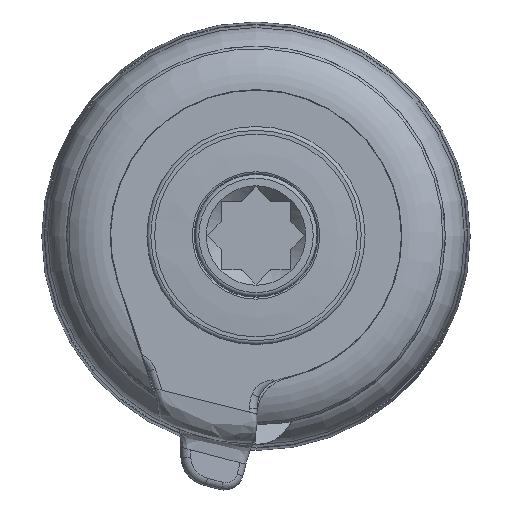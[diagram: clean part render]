
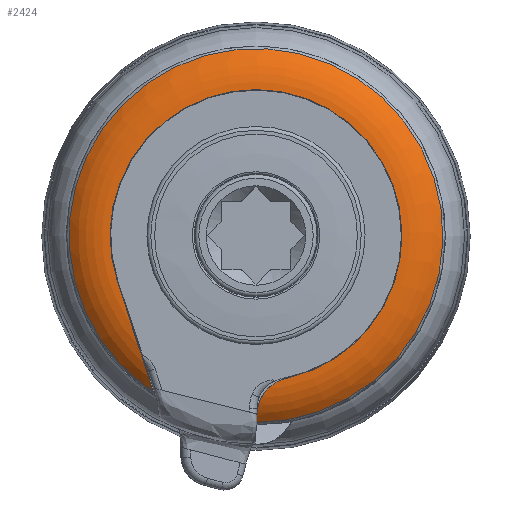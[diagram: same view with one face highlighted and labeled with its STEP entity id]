
A CAD part, top view. The second image highlights one B-rep face of the part: STEP entity #2424.
In plain terms, the highlighted toroidal (fillet/blend) face has major radius 38.15 mm and minor radius 15.664 mm.
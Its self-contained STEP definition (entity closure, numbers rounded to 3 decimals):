
#26=TOROIDAL_SURFACE('',#2688,38.15,15.664);
#78=B_SPLINE_CURVE_WITH_KNOTS('',3,(#4360,#4361,#4362,#4363),
 .UNSPECIFIED.,.F.,.F.,(4,4),(0.05,0.088),
 .UNSPECIFIED.);
#87=B_SPLINE_CURVE_WITH_KNOTS('',3,(#4559,#4560,#4561,#4562),
 .UNSPECIFIED.,.F.,.F.,(4,4),(0.,0.007),.UNSPECIFIED.);
#90=B_SPLINE_CURVE_WITH_KNOTS('',3,(#4584,#4585,#4586,#4587),
 .UNSPECIFIED.,.F.,.F.,(4,4),(0.169,0.229),
 .UNSPECIFIED.);
#102=B_SPLINE_CURVE_WITH_KNOTS('',3,(#4964,#4965,#4966,#4967),
 .UNSPECIFIED.,.F.,.F.,(4,4),(0.,0.035),.UNSPECIFIED.);
#112=B_SPLINE_CURVE_WITH_KNOTS('',3,(#5301,#5302,#5303,#5304),
 .UNSPECIFIED.,.F.,.F.,(4,4),(0.,0.309),.UNSPECIFIED.);
#115=B_SPLINE_CURVE_WITH_KNOTS('',3,(#5892,#5893,#5894,#5895),
 .UNSPECIFIED.,.F.,.F.,(4,4),(7.896,8.036),
 .UNSPECIFIED.);
#116=B_SPLINE_CURVE_WITH_KNOTS('',3,(#5897,#5898,#5899,#5900,#5901,#5902,
#5903,#5904,#5905,#5906),.UNSPECIFIED.,.F.,.F.,(4,2,2,2,4),(-2.91,
-2.597,-1.298,-0.649,0.),
 .UNSPECIFIED.);
#117=B_SPLINE_CURVE_WITH_KNOTS('',3,(#5910,#5911,#5912,#5913,#5914,#5915,
#5916,#5917,#5918,#5919,#5920,#5921),.UNSPECIFIED.,.F.,.F.,(4,2,2,2,2,4),
(-1.417,-1.087,-0.774,-0.438,
-0.22,0.),.UNSPECIFIED.);
#118=B_SPLINE_CURVE_WITH_KNOTS('',3,(#5922,#5923,#5924,#5925),
 .UNSPECIFIED.,.F.,.F.,(4,4),(7.851,7.855),
 .UNSPECIFIED.);
#589=FACE_OUTER_BOUND('',#762,.T.);
#762=EDGE_LOOP('',(#2131,#2132,#2133,#2134,#2135,#2136,#2137,#2138,#2139,
#2140,#2141,#2142,#2143));
#947=CIRCLE('',#2681,48.869);
#949=CIRCLE('',#2684,48.605);
#952=CIRCLE('',#2687,48.605);
#953=CIRCLE('',#2689,38.15);
#1107=VERTEX_POINT('',#4358);
#1108=VERTEX_POINT('',#4359);
#1135=VERTEX_POINT('',#4558);
#1137=VERTEX_POINT('',#4574);
#1138=VERTEX_POINT('',#4583);
#1157=VERTEX_POINT('',#4962);
#1158=VERTEX_POINT('',#4963);
#1170=VERTEX_POINT('',#5286);
#1187=VERTEX_POINT('',#5880);
#1191=VERTEX_POINT('',#5888);
#1192=VERTEX_POINT('',#5896);
#1193=VERTEX_POINT('',#5907);
#1194=VERTEX_POINT('',#5909);
#1389=EDGE_CURVE('',#1107,#1108,#78,.T.);
#1420=EDGE_CURVE('',#1108,#1135,#87,.T.);
#1424=EDGE_CURVE('',#1138,#1137,#90,.T.);
#1457=EDGE_CURVE('',#1157,#1158,#102,.T.);
#1484=EDGE_CURVE('',#1170,#1157,#112,.T.);
#1519=EDGE_CURVE('',#1170,#1137,#947,.T.);
#1521=EDGE_CURVE('',#1187,#1138,#949,.T.);
#1526=EDGE_CURVE('',#1158,#1191,#952,.T.);
#1527=EDGE_CURVE('',#1135,#1187,#115,.T.);
#1528=EDGE_CURVE('',#1191,#1192,#116,.T.);
#1529=EDGE_CURVE('',#1192,#1193,#953,.T.);
#1530=EDGE_CURVE('',#1193,#1194,#117,.T.);
#1531=EDGE_CURVE('',#1194,#1107,#118,.T.);
#2131=ORIENTED_EDGE('',*,*,#1389,.T.);
#2132=ORIENTED_EDGE('',*,*,#1420,.T.);
#2133=ORIENTED_EDGE('',*,*,#1527,.T.);
#2134=ORIENTED_EDGE('',*,*,#1521,.T.);
#2135=ORIENTED_EDGE('',*,*,#1424,.T.);
#2136=ORIENTED_EDGE('',*,*,#1519,.F.);
#2137=ORIENTED_EDGE('',*,*,#1484,.T.);
#2138=ORIENTED_EDGE('',*,*,#1457,.T.);
#2139=ORIENTED_EDGE('',*,*,#1526,.T.);
#2140=ORIENTED_EDGE('',*,*,#1528,.T.);
#2141=ORIENTED_EDGE('',*,*,#1529,.T.);
#2142=ORIENTED_EDGE('',*,*,#1530,.T.);
#2143=ORIENTED_EDGE('',*,*,#1531,.T.);
#2424=ADVANCED_FACE('',(#589),#26,.T.);
#2681=AXIS2_PLACEMENT_3D('',#5876,#3290,#3291);
#2684=AXIS2_PLACEMENT_3D('',#5881,#3296,#3297);
#2687=AXIS2_PLACEMENT_3D('',#5890,#3304,#3305);
#2688=AXIS2_PLACEMENT_3D('',#5891,#3306,#3307);
#2689=AXIS2_PLACEMENT_3D('',#5908,#3308,#3309);
#3290=DIRECTION('center_axis',(0.,0.,
-1.));
#3291=DIRECTION('ref_axis',(0.,-1.,0.));
#3296=DIRECTION('center_axis',(0.,0.,
-1.));
#3297=DIRECTION('ref_axis',(1.,0.,0.));
#3304=DIRECTION('center_axis',(0.,0.,
-1.));
#3305=DIRECTION('ref_axis',(1.,0.,0.));
#3306=DIRECTION('center_axis',(0.,0.,
-1.));
#3307=DIRECTION('ref_axis',(1.,0.,0.));
#3308=DIRECTION('center_axis',(0.,0.,
-1.));
#3309=DIRECTION('ref_axis',(0.,-1.,0.));
#4358=CARTESIAN_POINT('',(0.25,-47.081,113.404));
#4359=CARTESIAN_POINT('',(0.251,-47.388,113.185));
#4360=CARTESIAN_POINT('Ctrl Pts',(0.25,-47.081,113.404));
#4361=CARTESIAN_POINT('Ctrl Pts',(0.25,-47.185,113.332));
#4362=CARTESIAN_POINT('Ctrl Pts',(0.251,-47.287,113.259));
#4363=CARTESIAN_POINT('Ctrl Pts',(0.251,-47.389,113.185));
#4558=CARTESIAN_POINT('',(0.25,-47.446,113.142));
#4559=CARTESIAN_POINT('Ctrl Pts',(0.251,-47.388,113.185));
#4560=CARTESIAN_POINT('Ctrl Pts',(0.251,-47.408,113.171));
#4561=CARTESIAN_POINT('Ctrl Pts',(0.251,-47.427,113.157));
#4562=CARTESIAN_POINT('Ctrl Pts',(0.25,-47.446,113.143));
#4574=CARTESIAN_POINT('',(-0.368,-48.867,111.958));
#4583=CARTESIAN_POINT('',(-0.148,-48.605,112.2));
#4584=CARTESIAN_POINT('Ctrl Pts',(-0.148,-48.605,
112.2));
#4585=CARTESIAN_POINT('Ctrl Pts',(-0.224,-48.711,
112.105));
#4586=CARTESIAN_POINT('Ctrl Pts',(-0.301,-48.798,
112.024));
#4587=CARTESIAN_POINT('Ctrl Pts',(-0.368,-48.867,
111.958));
#4962=CARTESIAN_POINT('',(-25.148,-41.636,112.168));
#4963=CARTESIAN_POINT('',(-25.46,-41.403,112.2));
#4964=CARTESIAN_POINT('Ctrl Pts',(-25.148,-41.636,112.168));
#4965=CARTESIAN_POINT('Ctrl Pts',(-25.246,-41.572,112.171));
#4966=CARTESIAN_POINT('Ctrl Pts',(-25.352,-41.494,112.182));
#4967=CARTESIAN_POINT('Ctrl Pts',(-25.46,-41.403,112.2));
#5286=CARTESIAN_POINT('',(-22.106,-43.583,111.958));
#5301=CARTESIAN_POINT('Ctrl Pts',(-22.106,-43.583,111.958));
#5302=CARTESIAN_POINT('Ctrl Pts',(-22.962,-43.02,112.066));
#5303=CARTESIAN_POINT('Ctrl Pts',(-23.986,-42.382,112.133));
#5304=CARTESIAN_POINT('Ctrl Pts',(-25.148,-41.636,112.168));
#5876=CARTESIAN_POINT('Origin',(0.,0.,
111.958));
#5880=CARTESIAN_POINT('',(0.25,-48.605,112.2));
#5881=CARTESIAN_POINT('Origin',(0.,0.,
112.2));
#5888=CARTESIAN_POINT('',(-26.976,-40.432,112.2));
#5890=CARTESIAN_POINT('Origin',(0.,0.,
112.2));
#5891=CARTESIAN_POINT('Origin',(0.,0.,
100.536));
#5892=CARTESIAN_POINT('Ctrl Pts',(0.25,-47.447,113.142));
#5893=CARTESIAN_POINT('Ctrl Pts',(0.25,-47.853,112.842));
#5894=CARTESIAN_POINT('Ctrl Pts',(0.25,-48.242,112.525));
#5895=CARTESIAN_POINT('Ctrl Pts',(0.25,-48.605,112.2));
#5896=CARTESIAN_POINT('',(-36.283,-11.789,116.2));
#5897=CARTESIAN_POINT('Ctrl Pts',(-26.976,-40.432,112.2));
#5898=CARTESIAN_POINT('Ctrl Pts',(-27.284,-39.485,112.753));
#5899=CARTESIAN_POINT('Ctrl Pts',(-27.603,-38.502,113.219));
#5900=CARTESIAN_POINT('Ctrl Pts',(-29.153,-33.732,115.144));
#5901=CARTESIAN_POINT('Ctrl Pts',(-30.579,-29.342,115.766));
#5902=CARTESIAN_POINT('Ctrl Pts',(-32.752,-22.656,116.137));
#5903=CARTESIAN_POINT('Ctrl Pts',(-33.481,-20.411,116.174));
#5904=CARTESIAN_POINT('Ctrl Pts',(-34.912,-16.007,116.204));
#5905=CARTESIAN_POINT('Ctrl Pts',(-35.614,-13.847,116.2));
#5906=CARTESIAN_POINT('Ctrl Pts',(-36.283,-11.789,116.2));
#5907=CARTESIAN_POINT('',(8.121,-37.276,116.2));
#5908=CARTESIAN_POINT('Origin',(0.,0.,
116.2));
#5909=CARTESIAN_POINT('',(0.25,-47.046,113.428));
#5910=CARTESIAN_POINT('Ctrl Pts',(8.121,-37.276,116.2));
#5911=CARTESIAN_POINT('Ctrl Pts',(7.045,-37.51,116.2));
#5912=CARTESIAN_POINT('Ctrl Pts',(6.015,-37.921,116.205));
#5913=CARTESIAN_POINT('Ctrl Pts',(4.184,-39.028,116.168));
#5914=CARTESIAN_POINT('Ctrl Pts',(3.385,-39.701,116.126));
#5915=CARTESIAN_POINT('Ctrl Pts',(1.978,-41.318,115.889));
#5916=CARTESIAN_POINT('Ctrl Pts',(1.409,-42.253,115.683));
#5917=CARTESIAN_POINT('Ctrl Pts',(0.739,-43.881,115.128));
#5918=CARTESIAN_POINT('Ctrl Pts',(0.55,-44.528,114.859));
#5919=CARTESIAN_POINT('Ctrl Pts',(0.304,-45.815,114.215));
#5920=CARTESIAN_POINT('Ctrl Pts',(0.25,-46.444,113.844));
#5921=CARTESIAN_POINT('Ctrl Pts',(0.25,-47.046,113.428));
#5922=CARTESIAN_POINT('Ctrl Pts',(0.25,-47.046,113.428));
#5923=CARTESIAN_POINT('Ctrl Pts',(0.25,-47.058,113.42));
#5924=CARTESIAN_POINT('Ctrl Pts',(0.25,-47.07,113.412));
#5925=CARTESIAN_POINT('Ctrl Pts',(0.25,-47.081,113.404));
